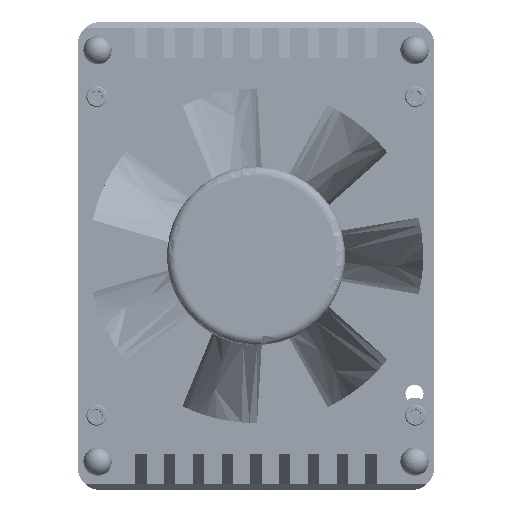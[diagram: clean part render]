
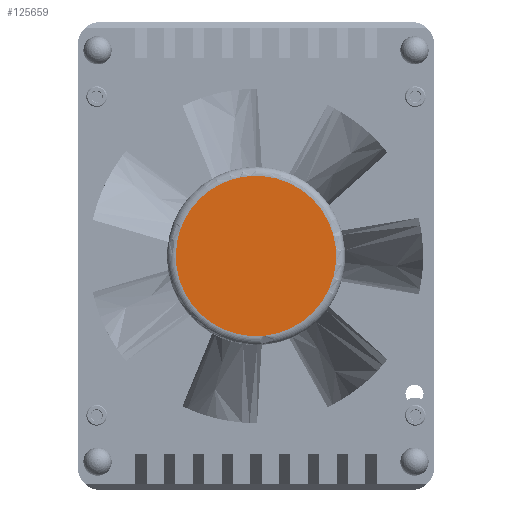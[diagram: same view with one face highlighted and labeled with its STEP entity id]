
A CAD part, front view. The second image highlights one B-rep face of the part: STEP entity #125659.
In plain terms, the highlighted planar face has unit normal (0, -1, 0).
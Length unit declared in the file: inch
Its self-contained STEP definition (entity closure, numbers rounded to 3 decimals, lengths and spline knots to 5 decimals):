
#3488 = CARTESIAN_POINT ( 'NONE',  ( 0., -2., 0. ) ) ;
#7596 = AXIS2_PLACEMENT_3D ( 'NONE', #25738, #116691, #67429 ) ;
#8956 = DIRECTION ( 'NONE',  ( 0., 0., -1. ) ) ;
#10977 = FACE_OUTER_BOUND ( 'NONE', #109914, .T. ) ;
#16307 = CARTESIAN_POINT ( 'NONE',  ( 0., -2., 0. ) ) ;
#17666 = DIRECTION ( 'NONE',  ( 0., -1., 0. ) ) ;
#19211 = PLANE ( 'NONE',  #33922 ) ;
#22050 = AXIS2_PLACEMENT_3D ( 'NONE', #3488, #65771, #32929 ) ;
#23201 = EDGE_CURVE ( 'NONE', #134277, #38942, #36003, .T. ) ;
#25705 = VERTEX_POINT ( 'NONE', #105319 ) ;
#25738 = CARTESIAN_POINT ( 'NONE',  ( 0., -2., 0. ) ) ;
#29632 = VERTEX_POINT ( 'NONE', #50430 ) ;
#32929 = DIRECTION ( 'NONE',  ( -0.981, 0., 0.196 ) ) ;
#33922 = AXIS2_PLACEMENT_3D ( 'NONE', #82149, #84168, #8956 ) ;
#35272 = CARTESIAN_POINT ( 'NONE',  ( -0.05508, -2., -0.70652 ) ) ;
#35273 = CARTESIAN_POINT ( 'NONE',  ( 0.05508, -2., 0.70652 ) ) ;
#36003 = CIRCLE ( 'NONE', #7596, 0.70866 ) ;
#36905 = CIRCLE ( 'NONE', #54423, 0.70866 ) ;
#38942 = VERTEX_POINT ( 'NONE', #35273 ) ;
#45029 = CIRCLE ( 'NONE', #130247, 0.70866 ) ;
#46930 = EDGE_CURVE ( 'NONE', #29632, #25705, #36905, .T. ) ;
#50430 = CARTESIAN_POINT ( 'NONE',  ( -0.32472, -2., 0.62989 ) ) ;
#51081 = CARTESIAN_POINT ( 'NONE',  ( 0., -2., 0. ) ) ;
#53102 = DIRECTION ( 'NONE',  ( 0., -1., 0. ) ) ;
#54423 = AXIS2_PLACEMENT_3D ( 'NONE', #16307, #17666, #90864 ) ;
#65771 = DIRECTION ( 'NONE',  ( 0., -1., 0. ) ) ;
#67429 = DIRECTION ( 'NONE',  ( -0.981, 0., 0.196 ) ) ;
#82149 = CARTESIAN_POINT ( 'NONE',  ( 0., -2., 0. ) ) ;
#84168 = DIRECTION ( 'NONE',  ( 0., -1., 0. ) ) ;
#90864 = DIRECTION ( 'NONE',  ( -0.458, 0., 0.889 ) ) ;
#93532 = ORIENTED_EDGE ( 'NONE', *, *, #109625, .T. ) ;
#94634 = ORIENTED_EDGE ( 'NONE', *, *, #112548, .T. ) ;
#105319 = CARTESIAN_POINT ( 'NONE',  ( -0.69493, -2., 0.13885 ) ) ;
#109625 = EDGE_CURVE ( 'NONE', #25705, #134277, #45029, .T. ) ;
#109914 = EDGE_LOOP ( 'NONE', ( #127176, #93532, #111942, #94634 ) ) ;
#111942 = ORIENTED_EDGE ( 'NONE', *, *, #23201, .T. ) ;
#112548 = EDGE_CURVE ( 'NONE', #38942, #29632, #122405, .T. ) ;
#116691 = DIRECTION ( 'NONE',  ( 0., -1., 0. ) ) ;
#122405 = CIRCLE ( 'NONE', #22050, 0.70866 ) ;
#123582 = DIRECTION ( 'NONE',  ( -0.981, 0., 0.196 ) ) ;
#125659 = ADVANCED_FACE ( 'NONE', ( #10977 ), #19211, .T. ) ;
#127176 = ORIENTED_EDGE ( 'NONE', *, *, #46930, .T. ) ;
#130247 = AXIS2_PLACEMENT_3D ( 'NONE', #51081, #53102, #123582 ) ;
#134277 = VERTEX_POINT ( 'NONE', #35272 ) ;
